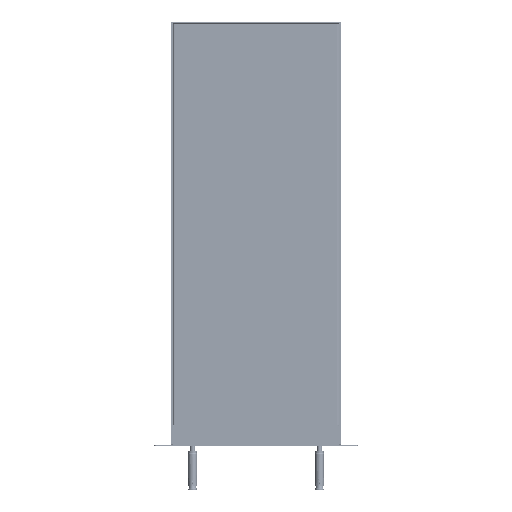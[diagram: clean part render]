
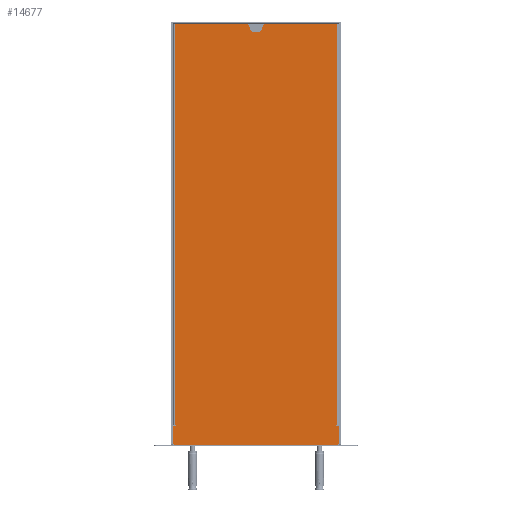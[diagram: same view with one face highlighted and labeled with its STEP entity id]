
A CAD part, top view. The second image highlights one B-rep face of the part: STEP entity #14677.
In plain terms, the highlighted planar face has unit normal (0, 0, 1).
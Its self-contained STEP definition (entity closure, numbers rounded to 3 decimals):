
#14677=ADVANCED_FACE('',(#21891),#21892,.T.);
#21891=FACE_OUTER_BOUND('',#28678,.T.);
#21892=PLANE('',#28679);
#28678=EDGE_LOOP('',(#43354,#43355,#43356,#43357,#43358,#43359,#43360,#43361,#43362,#43363,#43364,#43365,#43366,#43367,#43368,#43369,#43370,#43371,#43372,#43373,#43374,#43375,#43376,#43377));
#28679=AXIS2_PLACEMENT_3D('',#43378,#43379,#43380);
#43354=ORIENTED_EDGE('',*,*,#52843,.T.);
#43355=ORIENTED_EDGE('',*,*,#52844,.T.);
#43356=ORIENTED_EDGE('',*,*,#52845,.T.);
#43357=ORIENTED_EDGE('',*,*,#52846,.T.);
#43358=ORIENTED_EDGE('',*,*,#52847,.T.);
#43359=ORIENTED_EDGE('',*,*,#52848,.T.);
#43360=ORIENTED_EDGE('',*,*,#52849,.T.);
#43361=ORIENTED_EDGE('',*,*,#52850,.T.);
#43362=ORIENTED_EDGE('',*,*,#52851,.T.);
#43363=ORIENTED_EDGE('',*,*,#52852,.T.);
#43364=ORIENTED_EDGE('',*,*,#52853,.T.);
#43365=ORIENTED_EDGE('',*,*,#52854,.T.);
#43366=ORIENTED_EDGE('',*,*,#52855,.T.);
#43367=ORIENTED_EDGE('',*,*,#52856,.T.);
#43368=ORIENTED_EDGE('',*,*,#52857,.T.);
#43369=ORIENTED_EDGE('',*,*,#52858,.T.);
#43370=ORIENTED_EDGE('',*,*,#52859,.T.);
#43371=ORIENTED_EDGE('',*,*,#52860,.T.);
#43372=ORIENTED_EDGE('',*,*,#52861,.T.);
#43373=ORIENTED_EDGE('',*,*,#52862,.T.);
#43374=ORIENTED_EDGE('',*,*,#52863,.T.);
#43375=ORIENTED_EDGE('',*,*,#52864,.T.);
#43376=ORIENTED_EDGE('',*,*,#52865,.F.);
#43377=ORIENTED_EDGE('',*,*,#52866,.T.);
#43378=CARTESIAN_POINT('',(0.0,0.0,24.0));
#43379=DIRECTION('',(0.0,0.0,1.0));
#43380=DIRECTION('',(1.0,0.0,0.0));
#52843=EDGE_CURVE('',#61361,#61362,#61363,.F.);
#52844=EDGE_CURVE('',#61362,#61364,#61365,.F.);
#52845=EDGE_CURVE('',#61364,#61366,#61367,.T.);
#52846=EDGE_CURVE('',#61366,#61368,#61369,.T.);
#52847=EDGE_CURVE('',#61368,#61370,#61371,.T.);
#52848=EDGE_CURVE('',#61370,#61372,#61373,.T.);
#52849=EDGE_CURVE('',#61372,#61374,#61375,.T.);
#52850=EDGE_CURVE('',#61374,#61376,#61377,.T.);
#52851=EDGE_CURVE('',#61376,#61378,#61379,.T.);
#52852=EDGE_CURVE('',#61378,#61380,#61381,.T.);
#52853=EDGE_CURVE('',#61380,#61382,#61383,.T.);
#52854=EDGE_CURVE('',#61382,#61384,#61385,.F.);
#52855=EDGE_CURVE('',#61384,#61386,#61387,.F.);
#52856=EDGE_CURVE('',#61386,#61388,#61389,.T.);
#52857=EDGE_CURVE('',#61388,#61390,#61391,.F.);
#52858=EDGE_CURVE('',#61390,#61392,#61393,.T.);
#52859=EDGE_CURVE('',#61392,#61394,#61395,.T.);
#52860=EDGE_CURVE('',#61394,#61396,#61397,.F.);
#52861=EDGE_CURVE('',#61396,#61398,#61399,.T.);
#52862=EDGE_CURVE('',#61398,#61400,#61401,.F.);
#52863=EDGE_CURVE('',#61400,#61402,#61403,.T.);
#52864=EDGE_CURVE('',#61402,#61404,#61405,.T.);
#52865=EDGE_CURVE('',#61406,#61404,#61407,.T.);
#52866=EDGE_CURVE('',#61406,#61361,#61408,.T.);
#61361=VERTEX_POINT('',#80874);
#61362=VERTEX_POINT('',#80875);
#61363=CIRCLE('',#80876,0.5);
#61364=VERTEX_POINT('',#80877);
#61365=CIRCLE('',#80878,0.5);
#61366=VERTEX_POINT('',#80879);
#61367=LINE('',#80880,#80881);
#61368=VERTEX_POINT('',#80882);
#61369=CIRCLE('',#80883,2.0);
#61370=VERTEX_POINT('',#80884);
#61371=LINE('',#80885,#80886);
#61372=VERTEX_POINT('',#80887);
#61373=CIRCLE('',#80888,2.0);
#61374=VERTEX_POINT('',#80889);
#61375=LINE('',#80890,#80891);
#61376=VERTEX_POINT('',#80892);
#61377=CIRCLE('',#80893,2.0);
#61378=VERTEX_POINT('',#80894);
#61379=LINE('',#80895,#80896);
#61380=VERTEX_POINT('',#80897);
#61381=CIRCLE('',#80898,2.0);
#61382=VERTEX_POINT('',#80899);
#61383=LINE('',#80900,#80901);
#61384=VERTEX_POINT('',#80902);
#61385=CIRCLE('',#80903,0.5);
#61386=VERTEX_POINT('',#80904);
#61387=CIRCLE('',#80905,0.5);
#61388=VERTEX_POINT('',#80906);
#61389=LINE('',#80907,#80908);
#61390=VERTEX_POINT('',#80909);
#61391=LINE('',#80910,#80911);
#61392=VERTEX_POINT('',#80912);
#61393=LINE('',#80913,#80914);
#61394=VERTEX_POINT('',#80915);
#61395=CIRCLE('',#80916,5.0);
#61396=VERTEX_POINT('',#80917);
#61397=CIRCLE('',#80918,5.0);
#61398=VERTEX_POINT('',#80919);
#61399=LINE('',#80920,#80921);
#61400=VERTEX_POINT('',#80922);
#61401=CIRCLE('',#80923,5.0);
#61402=VERTEX_POINT('',#80924);
#61403=CIRCLE('',#80925,5.0);
#61404=VERTEX_POINT('',#80926);
#61405=LINE('',#80927,#80928);
#61406=VERTEX_POINT('',#80929);
#61407=LINE('',#80930,#80931);
#61408=LINE('',#80932,#80933);
#80874=CARTESIAN_POINT('',(-95.5,-226.0,24.0));
#80875=CARTESIAN_POINT('',(-95.0,-226.5,24.0));
#80876=AXIS2_PLACEMENT_3D('',#85945,#85946,#85947);
#80877=CARTESIAN_POINT('',(-95.5,-227.0,24.0));
#80878=AXIS2_PLACEMENT_3D('',#85948,#85949,#85950);
#80879=CARTESIAN_POINT('',(-96.0,-227.0,24.0));
#80880=CARTESIAN_POINT('',(0.,-227.0,24.0));
#80881=VECTOR('',#85951,1.0);
#80882=CARTESIAN_POINT('',(-98.0,-229.0,24.0));
#80883=AXIS2_PLACEMENT_3D('',#85952,#85953,#85954);
#80884=CARTESIAN_POINT('',(-98.0,-247.5,24.0));
#80885=CARTESIAN_POINT('',(-98.0,-0.75,24.0));
#80886=VECTOR('',#85955,1.0);
#80887=CARTESIAN_POINT('',(-96.0,-249.5,24.0));
#80888=AXIS2_PLACEMENT_3D('',#85956,#85957,#85958);
#80889=CARTESIAN_POINT('',(96.0,-249.5,24.0));
#80890=CARTESIAN_POINT('',(0.0,-249.5,24.0));
#80891=VECTOR('',#85959,1.0);
#80892=CARTESIAN_POINT('',(98.0,-247.5,24.0));
#80893=AXIS2_PLACEMENT_3D('',#85960,#85961,#85962);
#80894=CARTESIAN_POINT('',(98.0,-229.0,24.0));
#80895=CARTESIAN_POINT('',(98.0,-0.75,24.0));
#80896=VECTOR('',#85963,1.0);
#80897=CARTESIAN_POINT('',(96.0,-227.0,24.0));
#80898=AXIS2_PLACEMENT_3D('',#85964,#85965,#85966);
#80899=CARTESIAN_POINT('',(95.5,-227.0,24.0));
#80900=CARTESIAN_POINT('',(0.0,-227.0,24.0));
#80901=VECTOR('',#85967,1.0);
#80902=CARTESIAN_POINT('',(95.0,-226.5,24.0));
#80903=AXIS2_PLACEMENT_3D('',#85968,#85969,#85970);
#80904=CARTESIAN_POINT('',(95.5,-226.0,24.0));
#80905=AXIS2_PLACEMENT_3D('',#85971,#85972,#85973);
#80906=CARTESIAN_POINT('',(96.0,-226.0,24.0));
#80907=CARTESIAN_POINT('',(0.0,-226.0,24.0));
#80908=VECTOR('',#85974,1.0);
#80909=CARTESIAN_POINT('',(96.0,248.0,24.0));
#80910=CARTESIAN_POINT('',(96.0,11.0,24.0));
#80911=VECTOR('',#85975,1.0);
#80912=CARTESIAN_POINT('',(12.5,248.0,24.0));
#80913=CARTESIAN_POINT('',(0.0,248.0,24.0));
#80914=VECTOR('',#85976,1.0);
#80915=CARTESIAN_POINT('',(7.5,243.0,24.0));
#80916=AXIS2_PLACEMENT_3D('',#85977,#85978,#85979);
#80917=CARTESIAN_POINT('',(2.5,238.0,24.0));
#80918=AXIS2_PLACEMENT_3D('',#85980,#85981,#85982);
#80919=CARTESIAN_POINT('',(-2.5,238.0,24.0));
#80920=CARTESIAN_POINT('',(0.,238.0,24.0));
#80921=VECTOR('',#85983,1.0);
#80922=CARTESIAN_POINT('',(-7.5,243.0,24.0));
#80923=AXIS2_PLACEMENT_3D('',#85984,#85985,#85986);
#80924=CARTESIAN_POINT('',(-12.5,248.0,24.0));
#80925=AXIS2_PLACEMENT_3D('',#85987,#85988,#85989);
#80926=CARTESIAN_POINT('',(-96.0,248.0,24.0));
#80927=CARTESIAN_POINT('',(0.0,248.0,24.0));
#80928=VECTOR('',#85990,1.0);
#80929=CARTESIAN_POINT('',(-96.0,-226.0,24.0));
#80930=CARTESIAN_POINT('',(-96.0,248.0,24.0));
#80931=VECTOR('',#85991,1.0);
#80932=CARTESIAN_POINT('',(0.,-226.0,24.0));
#80933=VECTOR('',#85992,1.0);
#85945=CARTESIAN_POINT('',(-95.5,-226.5,24.0));
#85946=DIRECTION('',(0.0,0.0,1.0));
#85947=DIRECTION('',(1.0,0.0,0.0));
#85948=CARTESIAN_POINT('',(-95.5,-226.5,24.0));
#85949=DIRECTION('',(0.0,0.0,1.0));
#85950=DIRECTION('',(1.0,0.0,0.0));
#85951=DIRECTION('',(-1.0,0.,0.0));
#85952=CARTESIAN_POINT('',(-96.0,-229.0,24.0));
#85953=DIRECTION('',(0.0,0.0,1.0));
#85954=DIRECTION('',(1.0,0.0,0.0));
#85955=DIRECTION('',(0.,-1.0,0.0));
#85956=CARTESIAN_POINT('',(-96.0,-247.5,24.0));
#85957=DIRECTION('',(0.0,0.0,1.0));
#85958=DIRECTION('',(1.0,0.0,0.0));
#85959=DIRECTION('',(1.0,0.0,0.0));
#85960=CARTESIAN_POINT('',(96.0,-247.5,24.0));
#85961=DIRECTION('',(0.0,0.0,1.0));
#85962=DIRECTION('',(1.0,0.0,0.0));
#85963=DIRECTION('',(0.,1.0,0.0));
#85964=CARTESIAN_POINT('',(96.0,-229.0,24.0));
#85965=DIRECTION('',(0.0,0.0,1.0));
#85966=DIRECTION('',(1.0,0.0,0.0));
#85967=DIRECTION('',(-1.0,0.0,0.0));
#85968=CARTESIAN_POINT('',(95.5,-226.5,24.0));
#85969=DIRECTION('',(0.0,0.0,1.0));
#85970=DIRECTION('',(1.0,0.0,0.0));
#85971=CARTESIAN_POINT('',(95.5,-226.5,24.0));
#85972=DIRECTION('',(0.0,0.0,1.0));
#85973=DIRECTION('',(1.0,0.0,0.0));
#85974=DIRECTION('',(1.0,0.0,0.0));
#85975=DIRECTION('',(0.0,-1.0,0.0));
#85976=DIRECTION('',(-1.0,0.,0.0));
#85977=CARTESIAN_POINT('',(12.5,243.0,24.0));
#85978=DIRECTION('',(0.0,0.0,1.0));
#85979=DIRECTION('',(1.0,0.0,0.0));
#85980=CARTESIAN_POINT('',(2.5,243.0,24.0));
#85981=DIRECTION('',(0.0,0.0,1.0));
#85982=DIRECTION('',(1.0,0.0,0.0));
#85983=DIRECTION('',(-1.0,0.,0.0));
#85984=CARTESIAN_POINT('',(-2.5,243.0,24.0));
#85985=DIRECTION('',(0.0,0.0,1.0));
#85986=DIRECTION('',(1.0,0.0,0.0));
#85987=CARTESIAN_POINT('',(-12.5,243.0,24.0));
#85988=DIRECTION('',(0.0,0.0,1.0));
#85989=DIRECTION('',(1.0,0.0,0.0));
#85990=DIRECTION('',(-1.0,0.,0.0));
#85991=DIRECTION('',(0.,1.0,0.0));
#85992=DIRECTION('',(1.0,0.,0.0));
